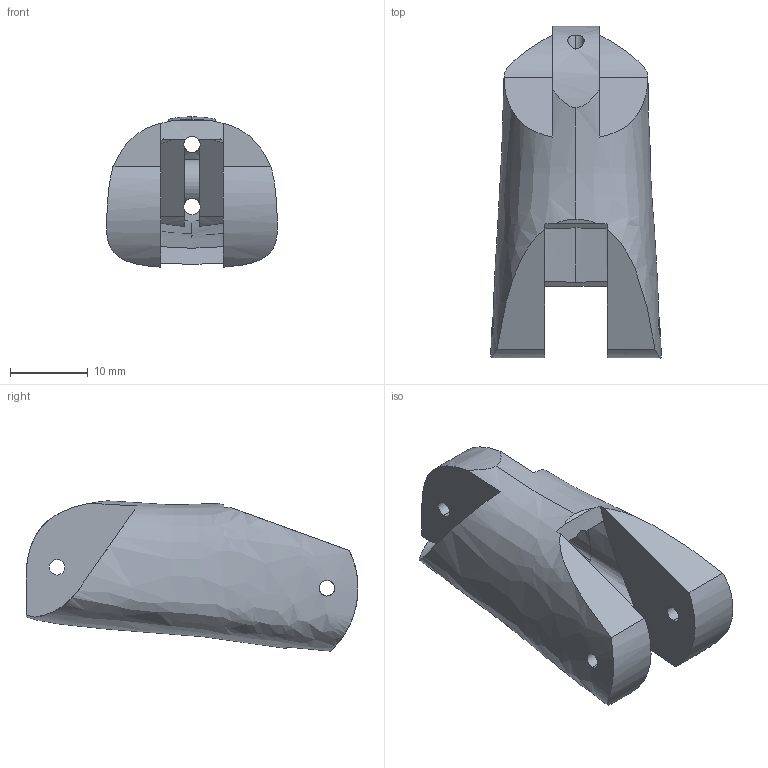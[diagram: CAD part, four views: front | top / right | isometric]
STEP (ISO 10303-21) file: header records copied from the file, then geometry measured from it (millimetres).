
FILE_DESCRIPTION (( 'STEP AP203' ), '1' );
FILE_NAME ('BionicFingerMiddle2_Default_sldprt.STEP', '2018-02-10T22:25:12', ( '' ), ( '' ), 'SwSTEP 2.0', 'SolidWorks 2017', '' );
FILE_SCHEMA (( 'CONFIG_CONTROL_DESIGN' ));
Length unit declared in the file: millimetre
Products named in the file (1): BionicFingerMiddle2_Default_sldprt
Bounding box: 21.94 x 42.7 x 19.33 mm (x, y, z)
Volume: 4879 mm3; surface area: 4950.6 mm2
Topology: 1 solids, 1 shells, 77 faces, 221 edges, 146 vertices
Faces by surface type: cylinder 32, plane 28, bspline 17
Entity records: 14006 total; most frequent: CARTESIAN_POINT 12157, ORIENTED_EDGE 442, DIRECTION 256, EDGE_CURVE 221, VERTEX_POINT 146, B_SPLINE_CURVE_WITH_KNOTS 118, AXIS2_PLACEMENT_3D 97, EDGE_LOOP 87
